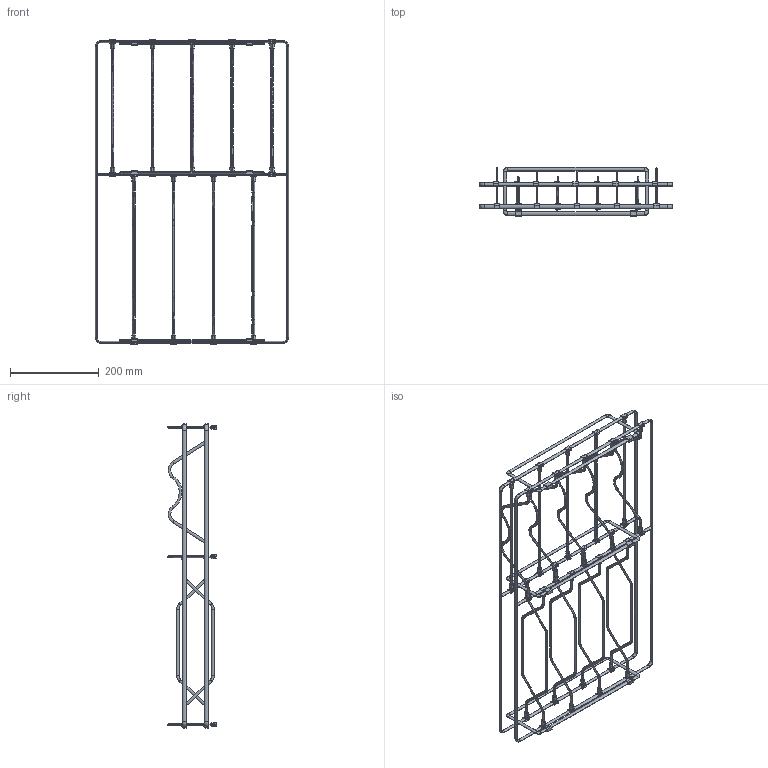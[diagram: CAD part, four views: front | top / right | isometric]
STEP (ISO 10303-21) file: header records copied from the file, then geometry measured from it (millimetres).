
FILE_DESCRIPTION((''),'2;1');
FILE_NAME('800-DIE-JIA-11_ASM','2025-04-23T',('Administrator'),(''),'PRO/ENGINEER BY PARAMETRIC TECHNOLOGY CORPORATION, 2010280','PRO/ENGINEER BY PARAMETRIC TECHNOLOGY CORPORATION, 2010280','');
FILE_SCHEMA(('AUTOMOTIVE_DESIGN_CC2 { 1 2 10303 214 -1 1 5 2 }'));
Length unit declared in the file: millimetre
Products named in the file (8): 800-DIE-JIA-11; 800-GUO-TIAO; JIAN-GE-TIAO-JIAO-LI; 800-GUO-TIAO_ASM; 800-PAN-TIAO-11; 800-PAN-TIAO-11_ASM; DIAN-JIAO; 800-DIE-JIA-11_ASM
Assembly tree (26 placements, depth 3):
  800-DIE-JIA-11_ASM
    800-DIE-JIA-11
    800-GUO-TIAO_ASM  x5
      800-GUO-TIAO
      JIAN-GE-TIAO-JIAO-LI
    800-PAN-TIAO-11_ASM  x4
      800-PAN-TIAO-11
      JIAN-GE-TIAO-JIAO-LI
    DIAN-JIAO  x6
Bounding box: 436 x 110 x 687 mm (x, y, z)
Volume: 335998.7 mm3; surface area: 298978.4 mm2
Topology: 67 solids, 67 shells, 1516 faces, 3436 edges, 2080 vertices
Faces by surface type: plane 562, extrusion 380, bspline 216, cylinder 204, revolution 154
Entity records: 7875 total; most frequent: CARTESIAN_POINT 3706, ORIENTED_EDGE 810, DIRECTION 670, EDGE_CURVE 405, B_SPLINE_CURVE_WITH_KNOTS 312, VECTOR 224, VERTEX_POINT 223, EDGE_LOOP 200
